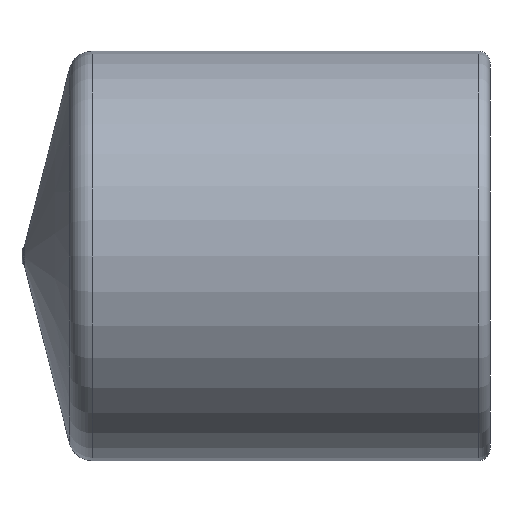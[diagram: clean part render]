
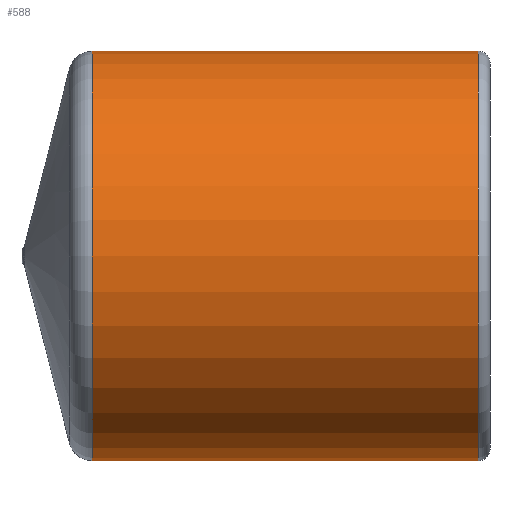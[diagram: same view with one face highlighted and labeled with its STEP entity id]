
A CAD part, left-side view. The second image highlights one B-rep face of the part: STEP entity #588.
In plain terms, the highlighted cylindrical face has radius 8.75 mm (diameter 17.5 mm), a partial arc.
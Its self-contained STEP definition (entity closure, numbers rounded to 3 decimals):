
#24 = EDGE_CURVE ( 'NONE', #573, #55, #572, .T. ) ;
#26 = CARTESIAN_POINT ( 'NONE',  ( 0., 0.5, -8.75 ) ) ;
#35 = DIRECTION ( 'NONE',  ( 0., -1., 0. ) ) ;
#53 = AXIS2_PLACEMENT_3D ( 'NONE', #527, #153, #476 ) ;
#55 = VERTEX_POINT ( 'NONE', #278 ) ;
#91 = EDGE_CURVE ( 'NONE', #422, #55, #345, .T. ) ;
#99 = CARTESIAN_POINT ( 'NONE',  ( 0., 9.5, -8.75 ) ) ;
#102 = DIRECTION ( 'NONE',  ( 0., -1., 0. ) ) ;
#110 = DIRECTION ( 'NONE',  ( 0., 0., -1. ) ) ;
#125 = CIRCLE ( 'NONE', #232, 8.75 ) ;
#139 = CARTESIAN_POINT ( 'NONE',  ( 0., 17., 8.75 ) ) ;
#145 = ORIENTED_EDGE ( 'NONE', *, *, #453, .T. ) ;
#153 = DIRECTION ( 'NONE',  ( 0., 1., 0. ) ) ;
#169 = VECTOR ( 'NONE', #467, 1000. ) ;
#227 = CARTESIAN_POINT ( 'NONE',  ( 0., 9.5, 0. ) ) ;
#232 = AXIS2_PLACEMENT_3D ( 'NONE', #358, #353, #110 ) ;
#255 = CARTESIAN_POINT ( 'NONE',  ( 0., 17., -8.75 ) ) ;
#264 = FACE_OUTER_BOUND ( 'NONE', #431, .T. ) ;
#265 = VECTOR ( 'NONE', #102, 1000. ) ;
#278 = CARTESIAN_POINT ( 'NONE',  ( 0., 0.5, 8.75 ) ) ;
#287 = CARTESIAN_POINT ( 'NONE',  ( 0., 9.5, 8.75 ) ) ;
#300 = AXIS2_PLACEMENT_3D ( 'NONE', #227, #35, #450 ) ;
#324 = CYLINDRICAL_SURFACE ( 'NONE', #300, 8.75 ) ;
#328 = EDGE_CURVE ( 'NONE', #478, #422, #506, .T. ) ;
#345 = CIRCLE ( 'NONE', #53, 8.75 ) ;
#353 = DIRECTION ( 'NONE',  ( 0., -1., 0. ) ) ;
#358 = CARTESIAN_POINT ( 'NONE',  ( 0., 17., 0. ) ) ;
#422 = VERTEX_POINT ( 'NONE', #26 ) ;
#431 = EDGE_LOOP ( 'NONE', ( #514, #145, #597, #549 ) ) ;
#450 = DIRECTION ( 'NONE',  ( 0., 0., -1. ) ) ;
#453 = EDGE_CURVE ( 'NONE', #573, #478, #125, .T. ) ;
#467 = DIRECTION ( 'NONE',  ( 0., -1., 0. ) ) ;
#476 = DIRECTION ( 'NONE',  ( 0., 0., -1. ) ) ;
#478 = VERTEX_POINT ( 'NONE', #255 ) ;
#506 = LINE ( 'NONE', #99, #169 ) ;
#514 = ORIENTED_EDGE ( 'NONE', *, *, #24, .F. ) ;
#527 = CARTESIAN_POINT ( 'NONE',  ( 0., 0.5, 0. ) ) ;
#549 = ORIENTED_EDGE ( 'NONE', *, *, #91, .T. ) ;
#572 = LINE ( 'NONE', #287, #265 ) ;
#573 = VERTEX_POINT ( 'NONE', #139 ) ;
#588 = ADVANCED_FACE ( 'NONE', ( #264 ), #324, .T. ) ;
#597 = ORIENTED_EDGE ( 'NONE', *, *, #328, .T. ) ;
